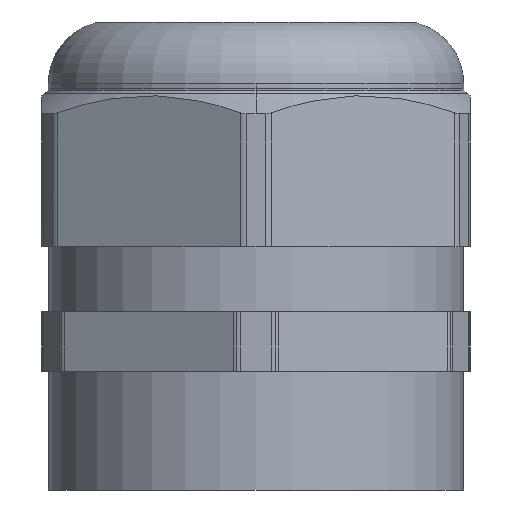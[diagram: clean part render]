
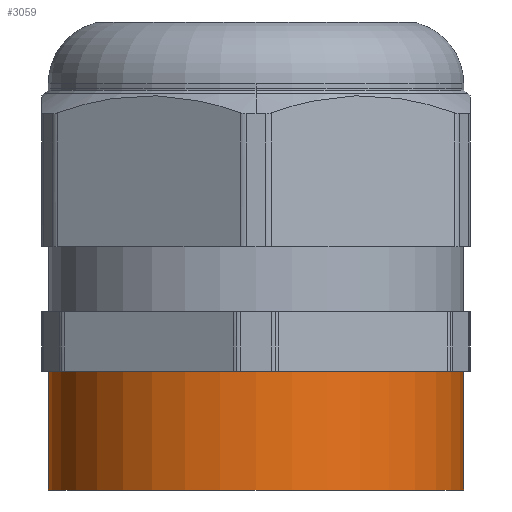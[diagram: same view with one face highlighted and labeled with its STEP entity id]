
A CAD part, front view. The second image highlights one B-rep face of the part: STEP entity #3059.
In plain terms, the highlighted cylindrical face has radius 31.5 mm (diameter 63 mm), a partial arc.
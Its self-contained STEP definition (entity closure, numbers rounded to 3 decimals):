
#2913=AXIS2_PLACEMENT_3D('Circle Axis2P3D',#2911,#2912,$) ;
#3020=AXIS2_PLACEMENT_3D('Cylinder Axis2P3D',#3017,#3018,#3019) ;
#3050=AXIS2_PLACEMENT_3D('Circle Axis2P3D',#3048,#3049,$) ;
#2911=CARTESIAN_POINT('Axis2P3D Location',(32.5,36.411,0.)) ;
#2915=CARTESIAN_POINT('Vertex',(64.,36.411,0.)) ;
#2917=CARTESIAN_POINT('Vertex',(1.,36.411,0.)) ;
#3017=CARTESIAN_POINT('Axis2P3D Location',(32.5,36.411,32.265)) ;
#3022=CARTESIAN_POINT('Line Origine',(64.,36.411,32.265)) ;
#3026=CARTESIAN_POINT('Vertex',(64.,36.411,18.)) ;
#3029=CARTESIAN_POINT('Line Origine',(1.,36.411,32.265)) ;
#3033=CARTESIAN_POINT('Vertex',(1.,36.411,18.)) ;
#3048=CARTESIAN_POINT('Axis2P3D Location',(32.5,36.411,18.)) ;
#2912=DIRECTION('Axis2P3D Direction',(0.,0.,-1.)) ;
#3018=DIRECTION('Axis2P3D Direction',(0.,0.,-1.)) ;
#3019=DIRECTION('Axis2P3D XDirection',(1.,0.,0.)) ;
#3023=DIRECTION('Vector Direction',(0.,0.,-1.)) ;
#3030=DIRECTION('Vector Direction',(0.,0.,-1.)) ;
#3049=DIRECTION('Axis2P3D Direction',(0.,0.,-1.)) ;
#3024=VECTOR('Line Direction',#3023,1.) ;
#3031=VECTOR('Line Direction',#3030,1.) ;
#3054=ORIENTED_EDGE('',*,*,#3035,.F.) ;
#3055=ORIENTED_EDGE('',*,*,#2919,.F.) ;
#3056=ORIENTED_EDGE('',*,*,#3028,.T.) ;
#3057=ORIENTED_EDGE('',*,*,#3052,.T.) ;
#3059=ADVANCED_FACE('VG_M63_UT\\Hauptk\X2\00F6\X0\rper',(#3058),#3021,.T.) ;
#2914=CIRCLE('generated circle',#2913,31.5) ;
#3051=CIRCLE('generated circle',#3050,31.5) ;
#3021=CYLINDRICAL_SURFACE('generated cylinder',#3020,31.5) ;
#2919=EDGE_CURVE('',#2916,#2918,#2914,.T.) ;
#3028=EDGE_CURVE('',#2916,#3027,#3025,.F.) ;
#3035=EDGE_CURVE('',#2918,#3034,#3032,.F.) ;
#3052=EDGE_CURVE('',#3027,#3034,#3051,.T.) ;
#3053=EDGE_LOOP('',(#3054,#3055,#3056,#3057)) ;
#3058=FACE_OUTER_BOUND('',#3053,.T.) ;
#3025=LINE('Line',#3022,#3024) ;
#3032=LINE('Line',#3029,#3031) ;
#2916=VERTEX_POINT('',#2915) ;
#2918=VERTEX_POINT('',#2917) ;
#3027=VERTEX_POINT('',#3026) ;
#3034=VERTEX_POINT('',#3033) ;
